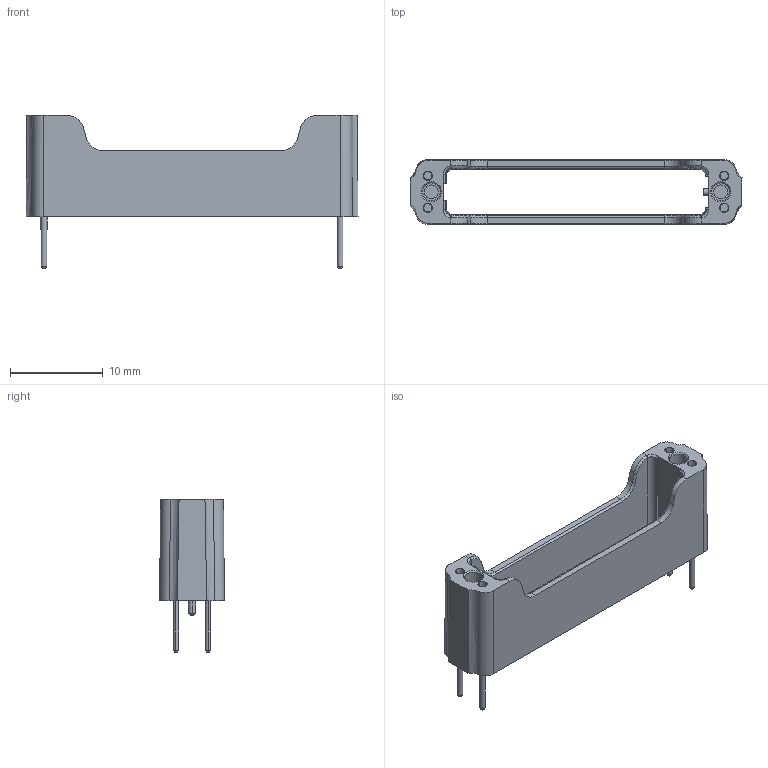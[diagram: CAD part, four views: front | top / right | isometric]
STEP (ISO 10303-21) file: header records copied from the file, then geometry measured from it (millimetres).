
FILE_DESCRIPTION((''),'2;1');
FILE_NAME('DMAX_SOCKET_ASSEMBLY','2012-05-01T',('nclayton'),(''),'PRO/ENGINEER BY PARAMETRIC TECHNOLOGY CORPORATION, 2011490','PRO/ENGINEER BY PARAMETRIC TECHNOLOGY CORPORATION, 2011490','');
FILE_SCHEMA(('CONFIG_CONTROL_DESIGN'));
Length unit declared in the file: inch
Products named in the file (1): DMAX_SOCKET_ASSEMBLY
Bounding box: 35.81 x 6.99 x 16.51 mm (x, y, z)
Volume: 904.2 mm3; surface area: 1604.4 mm2
Topology: 1 solids, 1 shells, 128 faces, 589 edges, 704 vertices
Faces by surface type: plane 51, cylinder 35, cone 22, bspline 20
Entity records: 6290 total; most frequent: CARTESIAN_POINT 2074, DIRECTION 952, ORIENTED_EDGE 600, AXIS2_PLACEMENT_3D 321, VECTOR 310, LINE 310, EDGE_CURVE 300, TRIMMED_CURVE 289
